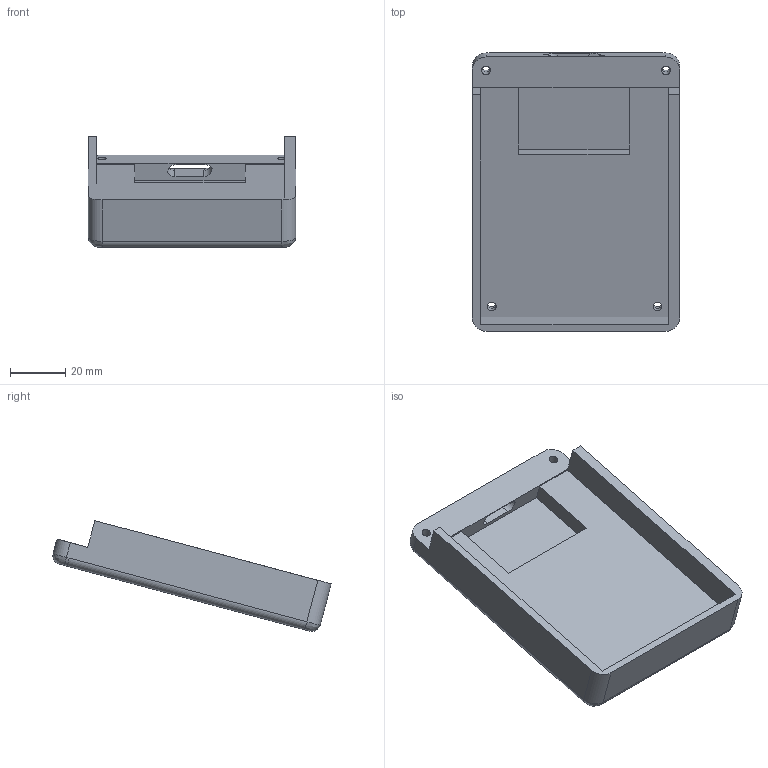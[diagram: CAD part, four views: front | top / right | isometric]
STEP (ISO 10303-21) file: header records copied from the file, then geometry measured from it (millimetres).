
FILE_DESCRIPTION(/* description */ (''),/* implementation_level */ '2;1');
FILE_NAME(/* name */ 'Case Bottom.step',/* time_stamp */ '2026-02-08T16:21:46-05:00',/* author */ (''),/* organization */ (''),/* preprocessor_version */ 'ST-DEVELOPER v20.1',/* originating_system */ 'Autodesk Translation Framework v14.24.0.0',/* authorisation */ '');
FILE_SCHEMA (('AUTOMOTIVE_DESIGN { 1 0 10303 214 3 1 1 }'));
Length unit declared in the file: millimetre
Products named in the file (1): 2026-02-06-21-02-57-214
Bounding box: 75 x 100.7 x 40.09 mm (x, y, z)
Volume: 60586.7 mm3; surface area: 23929.4 mm2
Topology: 1 solids, 1 shells, 56 faces, 139 edges, 87 vertices
Faces by surface type: cylinder 24, plane 24, torus 4, bspline 4
Full cylindrical faces by diameter (mm): 3.2 x4, 4.5 x4
Entity records: 1771 total; most frequent: CARTESIAN_POINT 371, DIRECTION 292, ORIENTED_EDGE 278, EDGE_CURVE 139, AXIS2_PLACEMENT_3D 108, VERTEX_POINT 87, LINE 76, VECTOR 76
